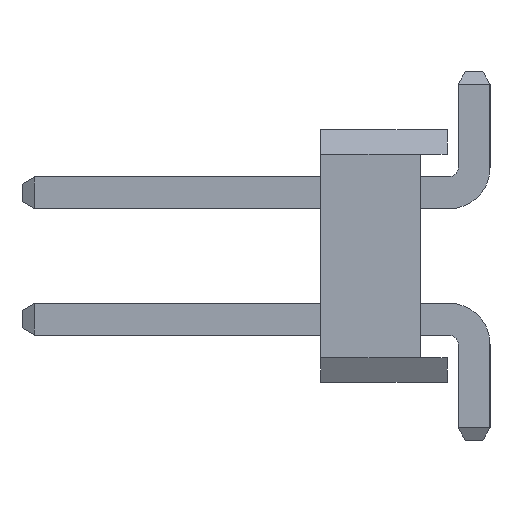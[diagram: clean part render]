
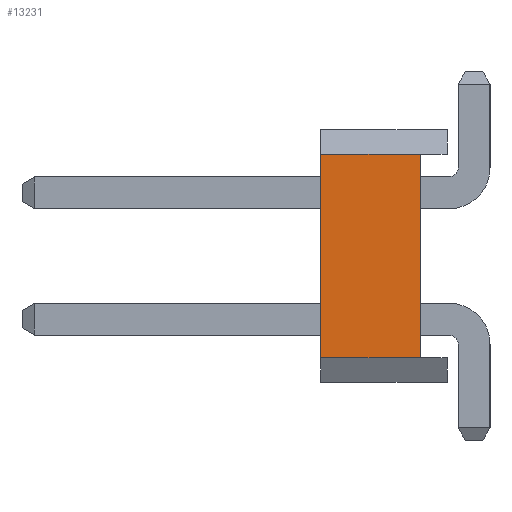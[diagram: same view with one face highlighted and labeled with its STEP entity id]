
A CAD part, left-side view. The second image highlights one B-rep face of the part: STEP entity #13231.
In plain terms, the highlighted planar face has unit normal (-1, 0, 0).
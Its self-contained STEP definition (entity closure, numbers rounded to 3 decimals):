
#68 = ORIENTED_EDGE ( 'NONE', *, *, #9582, .F. ) ;
#1666 = EDGE_CURVE ( 'NONE', #7498, #14485, #10647, .T. ) ;
#2139 = AXIS2_PLACEMENT_3D ( 'NONE', #8519, #13202, #5289 ) ;
#2305 = VECTOR ( 'NONE', #12320, 1000. ) ;
#3054 = CARTESIAN_POINT ( 'NONE',  ( -25.37, 2.54, -2.04 ) ) ;
#3275 = EDGE_CURVE ( 'NONE', #14485, #12621, #10314, .T. ) ;
#3390 = ORIENTED_EDGE ( 'NONE', *, *, #11174, .F. ) ;
#3534 = CARTESIAN_POINT ( 'NONE',  ( -25.37, 0.54, 2.04 ) ) ;
#4923 = LINE ( 'NONE', #7043, #13502 ) ;
#5063 = DIRECTION ( 'NONE',  ( 0., 0., 1. ) ) ;
#5289 = DIRECTION ( 'NONE',  ( 0., 0., 1. ) ) ;
#5461 = CARTESIAN_POINT ( 'NONE',  ( -25.37, 2.54, 2.04 ) ) ;
#6157 = CARTESIAN_POINT ( 'NONE',  ( -25.37, 2.54, 2.04 ) ) ;
#6537 = CARTESIAN_POINT ( 'NONE',  ( -25.37, 2.54, -2.04 ) ) ;
#6615 = DIRECTION ( 'NONE',  ( 0., 1., 0. ) ) ;
#6662 = CARTESIAN_POINT ( 'NONE',  ( -25.37, 0.54, 2.04 ) ) ;
#7043 = CARTESIAN_POINT ( 'NONE',  ( -25.37, 2.54, 2.54 ) ) ;
#7498 = VERTEX_POINT ( 'NONE', #14765 ) ;
#7761 = ORIENTED_EDGE ( 'NONE', *, *, #3275, .T. ) ;
#8519 = CARTESIAN_POINT ( 'NONE',  ( -25.37, 2.54, 2.54 ) ) ;
#8619 = PLANE ( 'NONE',  #2139 ) ;
#9372 = DIRECTION ( 'NONE',  ( 0., 0., 1. ) ) ;
#9582 = EDGE_CURVE ( 'NONE', #11848, #12621, #4923, .T. ) ;
#10238 = FACE_OUTER_BOUND ( 'NONE', #10528, .T. ) ;
#10314 = LINE ( 'NONE', #5461, #2305 ) ;
#10528 = EDGE_LOOP ( 'NONE', ( #14635, #7761, #68, #3390 ) ) ;
#10647 = LINE ( 'NONE', #3534, #12626 ) ;
#11174 = EDGE_CURVE ( 'NONE', #7498, #11848, #14776, .T. ) ;
#11848 = VERTEX_POINT ( 'NONE', #6537 ) ;
#12320 = DIRECTION ( 'NONE',  ( 0., 1., 0. ) ) ;
#12621 = VERTEX_POINT ( 'NONE', #6157 ) ;
#12626 = VECTOR ( 'NONE', #5063, 1000. ) ;
#13202 = DIRECTION ( 'NONE',  ( -1., 0., 0. ) ) ;
#13231 = ADVANCED_FACE ( 'NONE', ( #10238 ), #8619, .T. ) ;
#13502 = VECTOR ( 'NONE', #9372, 1000. ) ;
#13693 = VECTOR ( 'NONE', #6615, 1000. ) ;
#14485 = VERTEX_POINT ( 'NONE', #6662 ) ;
#14635 = ORIENTED_EDGE ( 'NONE', *, *, #1666, .T. ) ;
#14765 = CARTESIAN_POINT ( 'NONE',  ( -25.37, 0.54, -2.04 ) ) ;
#14776 = LINE ( 'NONE', #3054, #13693 ) ;
